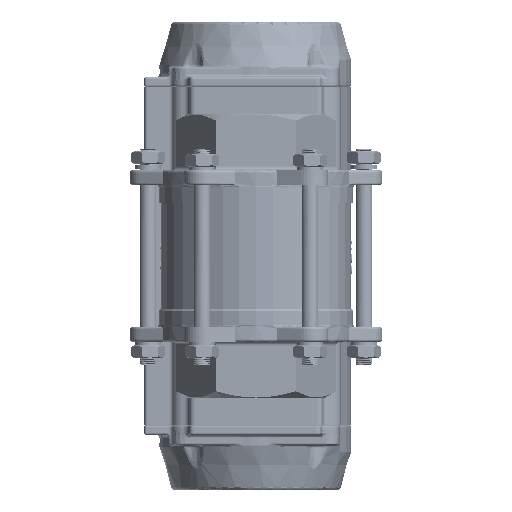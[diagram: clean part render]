
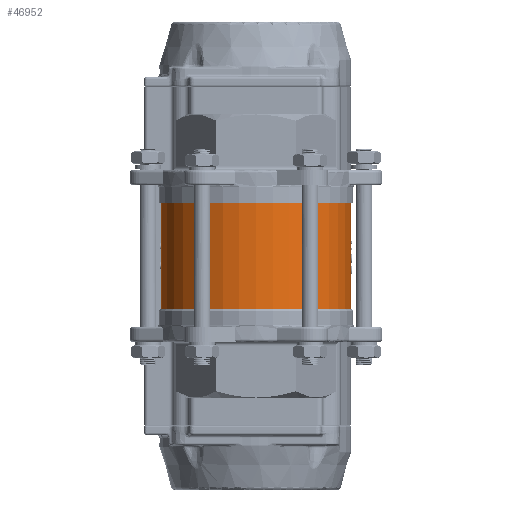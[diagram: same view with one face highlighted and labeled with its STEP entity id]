
A CAD part, front view. The second image highlights one B-rep face of the part: STEP entity #46952.
In plain terms, the highlighted cylindrical face has radius 68.5 mm (diameter 137 mm), a partial arc.
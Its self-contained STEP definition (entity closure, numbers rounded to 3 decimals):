
#4556=LINE('',#75227,#7165);
#4557=LINE('',#75229,#7166);
#7165=VECTOR('',#55734,1000.);
#7166=VECTOR('',#55735,1000.);
#9529=CYLINDRICAL_SURFACE('',#50415,68.5);
#11776=ORIENTED_EDGE('',*,*,#25691,.F.);
#11777=ORIENTED_EDGE('',*,*,#25688,.T.);
#11778=ORIENTED_EDGE('',*,*,#25692,.T.);
#11779=ORIENTED_EDGE('',*,*,#25693,.F.);
#25688=EDGE_CURVE('',#32646,#32644,#36847,.T.);
#25691=EDGE_CURVE('',#32646,#32648,#4556,.T.);
#25692=EDGE_CURVE('',#32644,#32649,#4557,.T.);
#25693=EDGE_CURVE('',#32648,#32649,#36849,.T.);
#32644=VERTEX_POINT('',#75219);
#32646=VERTEX_POINT('',#75222);
#32648=VERTEX_POINT('',#75228);
#32649=VERTEX_POINT('',#75230);
#36847=CIRCLE('',#50413,68.5);
#36849=CIRCLE('',#50416,68.5);
#39167=EDGE_LOOP('',(#11776,#11777,#11778,#11779));
#42646=FACE_BOUND('',#39167,.T.);
#46952=ADVANCED_FACE('',(#42646),#9529,.T.);
#50413=AXIS2_PLACEMENT_3D('',#75221,#55727,#55728);
#50415=AXIS2_PLACEMENT_3D('',#75226,#55732,#55733);
#50416=AXIS2_PLACEMENT_3D('',#75231,#55736,#55737);
#55727=DIRECTION('',(0.,0.,1.));
#55728=DIRECTION('',(1.,0.,0.));
#55732=DIRECTION('',(0.,0.,1.));
#55733=DIRECTION('',(1.,0.,0.));
#55734=DIRECTION('',(0.,0.,1.));
#55735=DIRECTION('',(0.,0.,1.));
#55736=DIRECTION('',(0.,0.,1.));
#55737=DIRECTION('',(1.,0.,0.));
#75219=CARTESIAN_POINT('',(68.5,0.,-38.));
#75221=CARTESIAN_POINT('',(0.,0.,-38.));
#75222=CARTESIAN_POINT('',(-68.5,0.,-38.));
#75226=CARTESIAN_POINT('',(0.,0.,-38.));
#75227=CARTESIAN_POINT('',(-68.5,0.,-38.));
#75228=CARTESIAN_POINT('',(-68.5,0.,38.));
#75229=CARTESIAN_POINT('',(68.5,0.,-38.));
#75230=CARTESIAN_POINT('',(68.5,0.,38.));
#75231=CARTESIAN_POINT('',(0.,0.,38.));
